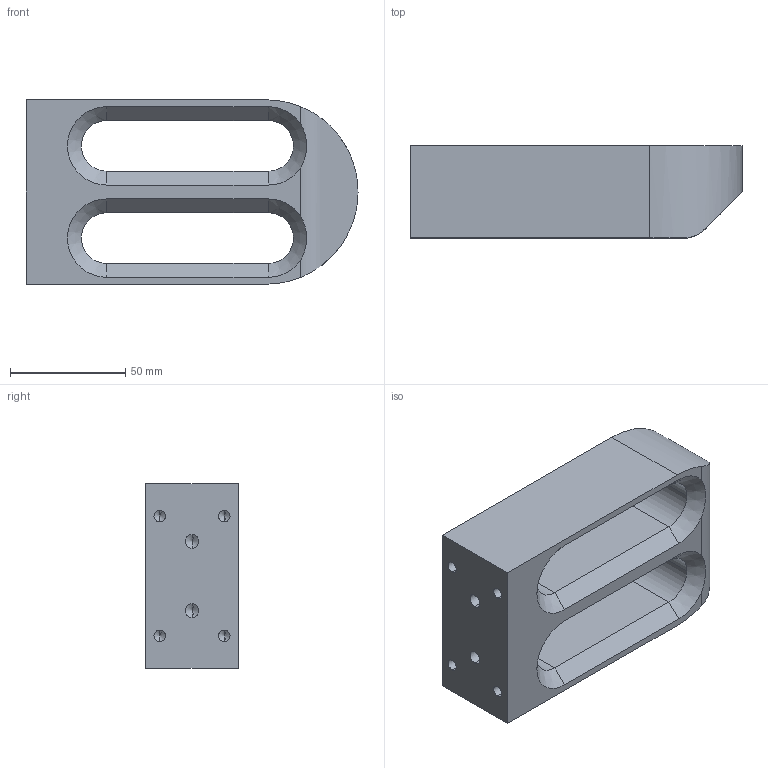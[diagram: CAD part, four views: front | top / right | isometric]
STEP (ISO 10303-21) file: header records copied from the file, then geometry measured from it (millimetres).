
FILE_DESCRIPTION (( 'STEP AP214' ), '1' );
FILE_NAME ('ASM_120_P_07_Bloc_Soutien.STEP', '2020-06-04T10:22:32', ( '' ), ( '' ), 'SwSTEP 2.0', 'SolidWorks 2018', '' );
FILE_SCHEMA (( 'AUTOMOTIVE_DESIGN' ));
Length unit declared in the file: millimetre
Products named in the file (1): ASM_120_P_07_Bloc_Soutien
Bounding box: 144 x 40 x 80 mm (x, y, z)
Volume: 259570.8 mm3; surface area: 47736.3 mm2
Topology: 1 solids, 1 shells, 67 faces, 173 edges, 96 vertices
Faces by surface type: cylinder 29, cone 24, plane 14
Entity records: 2117 total; most frequent: CARTESIAN_POINT 389, DIRECTION 345, ORIENTED_EDGE 306, EDGE_CURVE 153, AXIS2_PLACEMENT_3D 130, VERTEX_POINT 96, VECTOR 85, LINE 85
